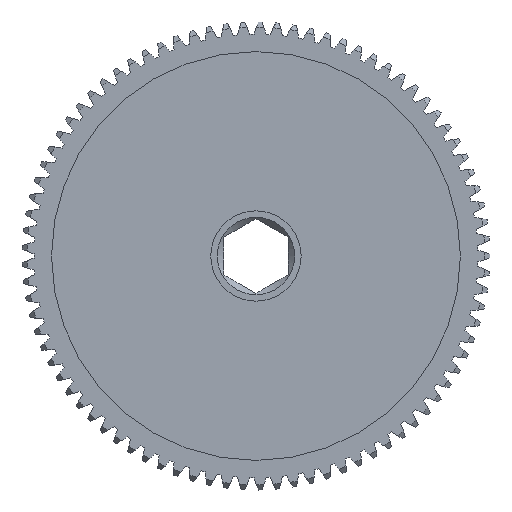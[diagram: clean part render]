
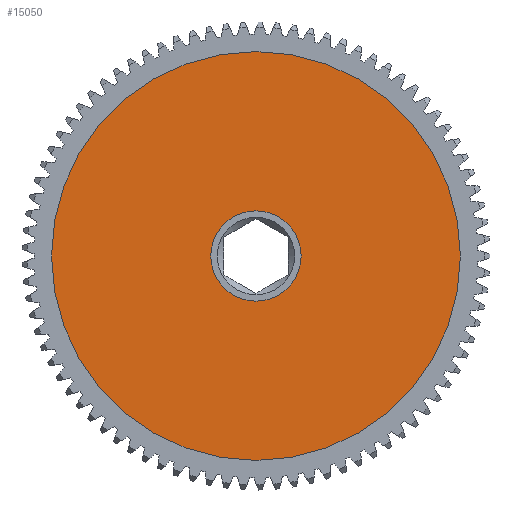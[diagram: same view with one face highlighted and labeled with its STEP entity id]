
A CAD part, left-side view. The second image highlights one B-rep face of the part: STEP entity #15050.
In plain terms, the highlighted planar face has unit normal (-1, 0, 0).
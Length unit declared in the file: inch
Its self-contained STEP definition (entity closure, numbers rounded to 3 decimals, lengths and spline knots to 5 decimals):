
#578 = EDGE_CURVE ( 'NONE', #12515, #9146, #5929, .T. ) ;
#1141 = DIRECTION ( 'NONE',  ( 0., 0., -1. ) ) ;
#1766 = FACE_OUTER_BOUND ( 'NONE', #14219, .T. ) ;
#2412 = CARTESIAN_POINT ( 'NONE',  ( 0.2, 0., 0. ) ) ;
#3225 = CARTESIAN_POINT ( 'NONE',  ( 0.2, 0., 1.1875 ) ) ;
#3845 = EDGE_CURVE ( 'NONE', #12531, #16355, #9682, .T. ) ;
#4992 = DIRECTION ( 'NONE',  ( 1., 0., 0. ) ) ;
#5150 = ORIENTED_EDGE ( 'NONE', *, *, #16702, .F. ) ;
#5221 = AXIS2_PLACEMENT_3D ( 'NONE', #5264, #4992, #9490 ) ;
#5264 = CARTESIAN_POINT ( 'NONE',  ( 0.2, 0., 0. ) ) ;
#5610 = EDGE_LOOP ( 'NONE', ( #15205, #13690 ) ) ;
#5698 = AXIS2_PLACEMENT_3D ( 'NONE', #2412, #7005, #14398 ) ;
#5929 = CIRCLE ( 'NONE', #16651, 0.2625 ) ;
#6673 = DIRECTION ( 'NONE',  ( 1., 0., 0. ) ) ;
#7005 = DIRECTION ( 'NONE',  ( 1., 0., 0. ) ) ;
#7983 = CARTESIAN_POINT ( 'NONE',  ( 0.2, 0., 0. ) ) ;
#8934 = CARTESIAN_POINT ( 'NONE',  ( 0.2, 0., -1.1875 ) ) ;
#9146 = VERTEX_POINT ( 'NONE', #14433 ) ;
#9265 = CIRCLE ( 'NONE', #16033, 1.1875 ) ;
#9490 = DIRECTION ( 'NONE',  ( 0., 0., -1. ) ) ;
#9682 = CIRCLE ( 'NONE', #5698, 1.1875 ) ;
#9812 = CIRCLE ( 'NONE', #5221, 0.2625 ) ;
#12203 = FACE_BOUND ( 'NONE', #5610, .T. ) ;
#12515 = VERTEX_POINT ( 'NONE', #13654 ) ;
#12531 = VERTEX_POINT ( 'NONE', #8934 ) ;
#12838 = DIRECTION ( 'NONE',  ( 1., 0., 0. ) ) ;
#13027 = CARTESIAN_POINT ( 'NONE',  ( 0.2, 0., 0. ) ) ;
#13654 = CARTESIAN_POINT ( 'NONE',  ( 0.2, 0., -0.2625 ) ) ;
#13663 = DIRECTION ( 'NONE',  ( 1., 0., 0. ) ) ;
#13690 = ORIENTED_EDGE ( 'NONE', *, *, #14363, .T. ) ;
#14219 = EDGE_LOOP ( 'NONE', ( #5150, #15479 ) ) ;
#14363 = EDGE_CURVE ( 'NONE', #9146, #12515, #9812, .T. ) ;
#14398 = DIRECTION ( 'NONE',  ( 0., 0., -1. ) ) ;
#14433 = CARTESIAN_POINT ( 'NONE',  ( 0.2, 0., 0.2625 ) ) ;
#15050 = ADVANCED_FACE ( 'NONE', ( #1766, #12203 ), #15282, .F. ) ;
#15055 = AXIS2_PLACEMENT_3D ( 'NONE', #7983, #13663, #15193 ) ;
#15193 = DIRECTION ( 'NONE',  ( 0., 0., -1. ) ) ;
#15205 = ORIENTED_EDGE ( 'NONE', *, *, #578, .T. ) ;
#15282 = PLANE ( 'NONE',  #15055 ) ;
#15479 = ORIENTED_EDGE ( 'NONE', *, *, #3845, .F. ) ;
#15578 = DIRECTION ( 'NONE',  ( 0., 0., -1. ) ) ;
#16033 = AXIS2_PLACEMENT_3D ( 'NONE', #13027, #12838, #1141 ) ;
#16355 = VERTEX_POINT ( 'NONE', #3225 ) ;
#16651 = AXIS2_PLACEMENT_3D ( 'NONE', #17118, #6673, #15578 ) ;
#16702 = EDGE_CURVE ( 'NONE', #16355, #12531, #9265, .T. ) ;
#17118 = CARTESIAN_POINT ( 'NONE',  ( 0.2, 0., 0. ) ) ;
